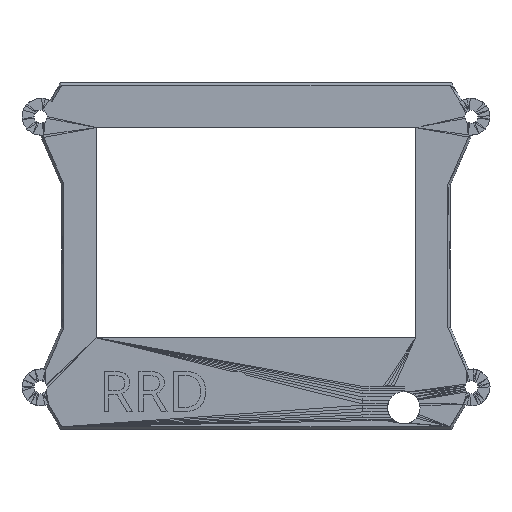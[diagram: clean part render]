
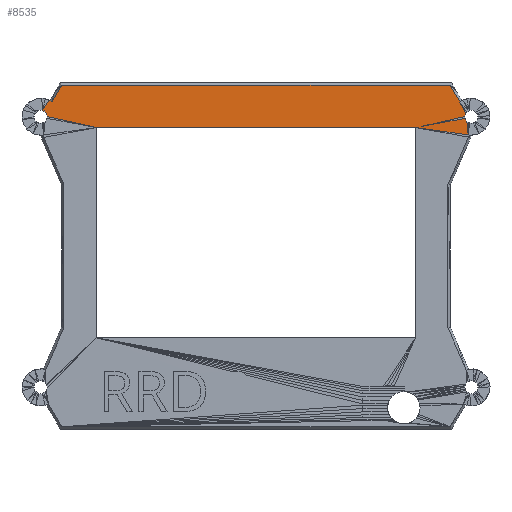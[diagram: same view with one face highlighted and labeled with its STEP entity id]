
A CAD part, top view. The second image highlights one B-rep face of the part: STEP entity #8535.
In plain terms, the highlighted planar face has unit normal (0, 0, 1).
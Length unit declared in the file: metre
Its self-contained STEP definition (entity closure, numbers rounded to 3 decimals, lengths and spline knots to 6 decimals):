
#111=LINE('',#11691,#1104);
#137=LINE('',#11750,#1130);
#139=LINE('',#11760,#1132);
#524=LINE('',#12656,#1517);
#536=LINE('',#12678,#1529);
#540=LINE('',#12686,#1533);
#546=LINE('',#12698,#1539);
#599=LINE('',#12884,#1592);
#601=LINE('',#12893,#1594);
#606=LINE('',#12908,#1599);
#773=LINE('',#13500,#1766);
#777=LINE('',#13538,#1770);
#778=LINE('',#13543,#1771);
#779=LINE('',#13544,#1772);
#780=LINE('',#13545,#1773);
#781=LINE('',#13547,#1774);
#782=LINE('',#13549,#1775);
#783=LINE('',#13551,#1776);
#1104=VECTOR('',#9438,1.);
#1130=VECTOR('',#9480,1.);
#1132=VECTOR('',#9484,1.);
#1517=VECTOR('',#10005,1.);
#1529=VECTOR('',#10029,1.);
#1533=VECTOR('',#10037,1.);
#1539=VECTOR('',#10047,1.);
#1592=VECTOR('',#10168,1.);
#1594=VECTOR('',#10174,1.);
#1599=VECTOR('',#10187,1.);
#1766=VECTOR('',#10682,1.);
#1770=VECTOR('',#10696,1.);
#1771=VECTOR('',#10697,1.);
#1772=VECTOR('',#10698,1.);
#1773=VECTOR('',#10699,1.);
#1774=VECTOR('',#10700,1.);
#1775=VECTOR('',#10701,1.);
#1776=VECTOR('',#10702,1.);
#3432=ORIENTED_EDGE('',*,*,#5357,.F.);
#3433=ORIENTED_EDGE('',*,*,#4572,.T.);
#3434=ORIENTED_EDGE('',*,*,#4571,.F.);
#3435=ORIENTED_EDGE('',*,*,#4570,.T.);
#3436=ORIENTED_EDGE('',*,*,#5125,.T.);
#3437=ORIENTED_EDGE('',*,*,#5119,.T.);
#3438=ORIENTED_EDGE('',*,*,#5358,.F.);
#3439=ORIENTED_EDGE('',*,*,#5116,.T.);
#3440=ORIENTED_EDGE('',*,*,#5023,.F.);
#3441=ORIENTED_EDGE('',*,*,#5359,.F.);
#3442=ORIENTED_EDGE('',*,*,#4601,.F.);
#3443=ORIENTED_EDGE('',*,*,#5360,.F.);
#3444=ORIENTED_EDGE('',*,*,#5035,.T.);
#3445=ORIENTED_EDGE('',*,*,#4599,.T.);
#3446=ORIENTED_EDGE('',*,*,#4598,.F.);
#3447=ORIENTED_EDGE('',*,*,#5361,.F.);
#3448=ORIENTED_EDGE('',*,*,#5362,.T.);
#3449=ORIENTED_EDGE('',*,*,#5363,.F.);
#3450=ORIENTED_EDGE('',*,*,#5364,.T.);
#3451=ORIENTED_EDGE('',*,*,#5039,.F.);
#3452=ORIENTED_EDGE('',*,*,#5346,.F.);
#3453=ORIENTED_EDGE('',*,*,#5322,.F.);
#3454=ORIENTED_EDGE('',*,*,#5045,.F.);
#4570=EDGE_CURVE('',#5793,#5794,#6428,.F.);
#4571=EDGE_CURVE('',#5793,#5795,#111,.T.);
#4572=EDGE_CURVE('',#5796,#5795,#6429,.F.);
#4598=EDGE_CURVE('',#5815,#5816,#137,.T.);
#4599=EDGE_CURVE('',#5814,#5816,#6430,.F.);
#4601=EDGE_CURVE('',#5817,#5819,#139,.T.);
#5023=EDGE_CURVE('',#6186,#6187,#524,.T.);
#5035=EDGE_CURVE('',#6189,#5814,#536,.T.);
#5039=EDGE_CURVE('',#6192,#6183,#540,.T.);
#5045=EDGE_CURVE('',#6195,#6196,#546,.T.);
#5116=EDGE_CURVE('',#5782,#6187,#599,.T.);
#5119=EDGE_CURVE('',#6235,#6236,#601,.T.);
#5125=EDGE_CURVE('',#5794,#6235,#606,.T.);
#5322=EDGE_CURVE('',#6196,#6284,#6513,.T.);
#5346=EDGE_CURVE('',#6284,#6192,#773,.T.);
#5357=EDGE_CURVE('',#5796,#6195,#777,.T.);
#5358=EDGE_CURVE('',#5782,#6236,#6526,.F.);
#5359=EDGE_CURVE('',#5819,#6186,#778,.T.);
#5360=EDGE_CURVE('',#6189,#5817,#779,.T.);
#5361=EDGE_CURVE('',#6292,#5815,#780,.T.);
#5362=EDGE_CURVE('',#6292,#6293,#781,.T.);
#5363=EDGE_CURVE('',#6294,#6293,#782,.T.);
#5364=EDGE_CURVE('',#6294,#6183,#783,.T.);
#5782=VERTEX_POINT('',#11642);
#5793=VERTEX_POINT('',#11689);
#5794=VERTEX_POINT('',#11690);
#5795=VERTEX_POINT('',#11692);
#5796=VERTEX_POINT('',#11697);
#5814=VERTEX_POINT('',#11748);
#5815=VERTEX_POINT('',#11749);
#5816=VERTEX_POINT('',#11751);
#5817=VERTEX_POINT('',#11758);
#5819=VERTEX_POINT('',#11761);
#6183=VERTEX_POINT('',#12646);
#6186=VERTEX_POINT('',#12657);
#6187=VERTEX_POINT('',#12658);
#6189=VERTEX_POINT('',#12675);
#6192=VERTEX_POINT('',#12687);
#6195=VERTEX_POINT('',#12697);
#6196=VERTEX_POINT('',#12699);
#6235=VERTEX_POINT('',#12887);
#6236=VERTEX_POINT('',#12894);
#6284=VERTEX_POINT('',#13423);
#6292=VERTEX_POINT('',#13546);
#6293=VERTEX_POINT('',#13548);
#6294=VERTEX_POINT('',#13550);
#6428=B_SPLINE_CURVE_WITH_KNOTS('',3,(#11685,#11686,#11687,#11688),
 .UNSPECIFIED.,.F.,.F.,(4,4),(0.,0.497809),.UNSPECIFIED.);
#6429=B_SPLINE_CURVE_WITH_KNOTS('',3,(#11693,#11694,#11695,#11696),
 .UNSPECIFIED.,.F.,.F.,(4,4),(0.120659,1.),.UNSPECIFIED.);
#6430=B_SPLINE_CURVE_WITH_KNOTS('',3,(#11752,#11753,#11754,#11755),
 .UNSPECIFIED.,.F.,.F.,(4,4),(0.964029,1.),.UNSPECIFIED.);
#6513=B_SPLINE_CURVE_WITH_KNOTS('',3,(#13434,#13435,#13436,#13437),
 .UNSPECIFIED.,.F.,.F.,(4,4),(0.,1.),.UNSPECIFIED.);
#6526=B_SPLINE_CURVE_WITH_KNOTS('',3,(#13539,#13540,#13541,#13542),
 .UNSPECIFIED.,.F.,.F.,(4,4),(0.,0.999998),.UNSPECIFIED.);
#6894=EDGE_LOOP('',(#3432,#3433,#3434,#3435,#3436,#3437,#3438,#3439,#3440,
#3441,#3442,#3443,#3444,#3445,#3446,#3447,#3448,#3449,#3450,#3451,#3452,
#3453,#3454));
#7456=FACE_BOUND('',#6894,.T.);
#8009=PLANE('',#9121);
#8535=ADVANCED_FACE('',(#7456),#8009,.T.);
#9121=AXIS2_PLACEMENT_3D('',#13537,#10694,#10695);
#9438=DIRECTION('',(-0.974,-0.227,0.));
#9480=DIRECTION('',(-0.61,0.792,0.));
#9484=DIRECTION('',(0.844,-0.536,0.));
#10005=DIRECTION('',(1.,0.,0.));
#10029=DIRECTION('',(0.924,-0.383,0.));
#10037=DIRECTION('',(-1.,0.,0.));
#10047=DIRECTION('',(0.61,-0.792,0.));
#10168=DIRECTION('',(-0.5,0.866,0.));
#10174=DIRECTION('',(0.381,0.924,0.));
#10187=DIRECTION('',(0.131,0.991,0.));
#10682=DIRECTION('',(-0.99,0.14,0.));
#10694=DIRECTION('',(0.,0.,1.));
#10695=DIRECTION('',(0.,1.,0.));
#10696=DIRECTION('',(0.38,-0.925,0.));
#10697=DIRECTION('',(0.5,0.866,0.));
#10698=DIRECTION('',(0.542,0.84,0.));
#10699=DIRECTION('',(-0.61,0.792,0.));
#10700=DIRECTION('',(0.381,-0.925,0.));
#10701=DIRECTION('',(-0.131,0.991,0.));
#10702=DIRECTION('',(0.976,-0.216,0.));
#11642=CARTESIAN_POINT('',(0.050443,0.038081,0.000995));
#11685=CARTESIAN_POINT('',(0.0517,0.034476,0.000997));
#11686=CARTESIAN_POINT('',(0.049678,0.034028,0.000997));
#11687=CARTESIAN_POINT('',(0.047655,0.03358,0.000997));
#11688=CARTESIAN_POINT('',(0.045633,0.033132,0.000997));
#11689=CARTESIAN_POINT('',(0.045633,0.033132,0.000997));
#11690=CARTESIAN_POINT('',(0.0517,0.034476,0.000997));
#11691=CARTESIAN_POINT('',(0.045633,0.033132,0.000997));
#11692=CARTESIAN_POINT('',(0.04099,0.032052,0.000997));
#11693=CARTESIAN_POINT('',(0.04099,0.032052,0.000997));
#11694=CARTESIAN_POINT('',(0.044578,0.032722,0.000997));
#11695=CARTESIAN_POINT('',(0.048167,0.033392,0.000996));
#11696=CARTESIAN_POINT('',(0.051755,0.034062,0.000996));
#11697=CARTESIAN_POINT('',(0.051755,0.034062,0.000996));
#11748=CARTESIAN_POINT('',(-0.052475,0.035861,0.000997));
#11749=CARTESIAN_POINT('',(-0.052144,0.035607,0.000997));
#11750=CARTESIAN_POINT('',(-0.052474,0.036036,0.000997));
#11751=CARTESIAN_POINT('',(-0.052402,0.035942,0.000997));
#11752=CARTESIAN_POINT('',(-0.052402,0.035942,0.000997));
#11753=CARTESIAN_POINT('',(-0.052426,0.035915,0.000997));
#11754=CARTESIAN_POINT('',(-0.052451,0.035888,0.000997));
#11755=CARTESIAN_POINT('',(-0.052475,0.035861,0.000997));
#11758=CARTESIAN_POINT('',(-0.051206,0.038584,0.000997));
#11760=CARTESIAN_POINT('',(-0.051149,0.038548,0.000997));
#11761=CARTESIAN_POINT('',(-0.050435,0.038096,0.000997));
#12646=CARTESIAN_POINT('',(-0.039488,0.031776,0.000997));
#12656=CARTESIAN_POINT('',(0.,0.042252,0.000997));
#12657=CARTESIAN_POINT('',(-0.048036,0.042252,0.000997));
#12658=CARTESIAN_POINT('',(0.048036,0.042252,0.000997));
#12675=CARTESIAN_POINT('',(-0.052861,0.036021,0.000997));
#12678=CARTESIAN_POINT('',(0.040912,-0.002847,0.000997));
#12686=CARTESIAN_POINT('',(0.000012,0.031776,0.000997));
#12687=CARTESIAN_POINT('',(0.039513,0.031776,0.000997));
#12697=CARTESIAN_POINT('',(0.051913,0.033677,0.000997));
#12698=CARTESIAN_POINT('',(0.052041,0.03351,0.000997));
#12699=CARTESIAN_POINT('',(0.052169,0.033344,0.000997));
#12884=CARTESIAN_POINT('',(0.04973,0.039316,0.000997));
#12887=CARTESIAN_POINT('',(0.051755,0.03489,0.000997));
#12893=CARTESIAN_POINT('',(0.051133,0.033383,0.000997));
#12894=CARTESIAN_POINT('',(0.051914,0.035276,0.000996));
#12908=CARTESIAN_POINT('',(0.051399,0.0322,0.000997));
#13423=CARTESIAN_POINT('',(0.0525,0.029946,0.000997));
#13434=CARTESIAN_POINT('',(0.052169,0.033344,0.000996));
#13435=CARTESIAN_POINT('',(0.052279,0.032212,0.000996));
#13436=CARTESIAN_POINT('',(0.05239,0.031079,0.000997));
#13437=CARTESIAN_POINT('',(0.0525,0.029946,0.000997));
#13500=CARTESIAN_POINT('',(0.046161,0.03084,0.000997));
#13537=CARTESIAN_POINT('',(0.055229,0.031693,0.000997));
#13538=CARTESIAN_POINT('',(0.051864,0.033798,0.000997));
#13539=CARTESIAN_POINT('',(0.051914,0.035276,0.000997));
#13540=CARTESIAN_POINT('',(0.051424,0.036211,0.000997));
#13541=CARTESIAN_POINT('',(0.050933,0.037146,0.000997));
#13542=CARTESIAN_POINT('',(0.050443,0.038081,0.000997));
#13543=CARTESIAN_POINT('',(-0.048271,0.041846,0.000997));
#13544=CARTESIAN_POINT('',(-0.051953,0.037427,0.000997));
#13545=CARTESIAN_POINT('',(-0.052016,0.035442,0.000997));
#13546=CARTESIAN_POINT('',(-0.051889,0.035276,0.000997));
#13547=CARTESIAN_POINT('',(-0.035089,-0.00551,0.000997));
#13548=CARTESIAN_POINT('',(-0.05173,0.03489,0.000997));
#13549=CARTESIAN_POINT('',(-0.051714,0.034772,0.000997));
#13550=CARTESIAN_POINT('',(-0.051675,0.034476,0.000997));
#13551=CARTESIAN_POINT('',(0.050815,0.01177,0.000997));
